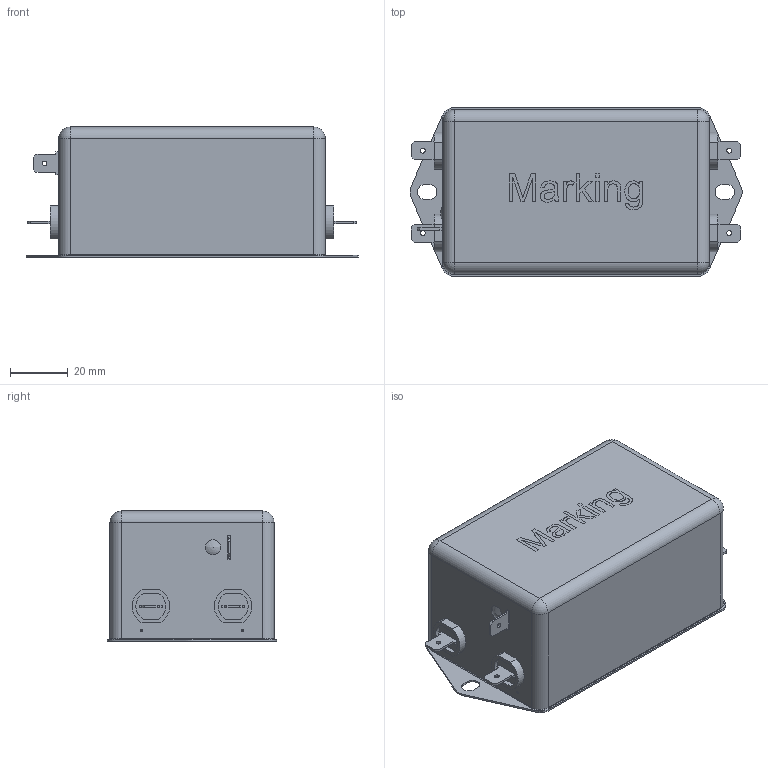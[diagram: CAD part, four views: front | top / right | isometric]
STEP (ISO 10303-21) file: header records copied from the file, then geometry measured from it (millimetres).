
FILE_DESCRIPTION( ( 'Unknown' ), '1' );
FILE_NAME( '810913xxx_two-stage.stp', 'Unknown', ( 'Unknown' ), ( 'Unknown' ), 'PSStep 21.0.46', 'Unknown', ' ' );
FILE_SCHEMA( ( 'AUTOMOTIVE_DESIGN { 1 0 10303 214 1 1 1 1 }' ) );
Length unit declared in the file: millimetre
Products named in the file (5): Assem1; Housing; Body; Weld
Assembly tree (4 placements, depth 2):
  Assem1
    Housing
    Housing
    Body
    Weld
Bounding box: 114.87 x 58.5 x 45 mm (x, y, z)
Volume: 221492.9 mm3; surface area: 58347.8 mm2
Topology: 4 solids, 4 shells, 280 faces, 706 edges, 456 vertices
Faces by surface type: plane 184, cylinder 63, extrusion 16, sphere 8, bspline 5, torus 4
Full cylindrical faces by diameter (mm): 1.65 x5
Entity records: 11293 total; most frequent: CARTESIAN_POINT 2456, ORIENTED_EDGE 1366, DIRECTION 1243, EDGE_CURVE 683, VERTEX_POINT 452, VECTOR 435, LINE 419, AXIS2_PLACEMENT_3D 404
